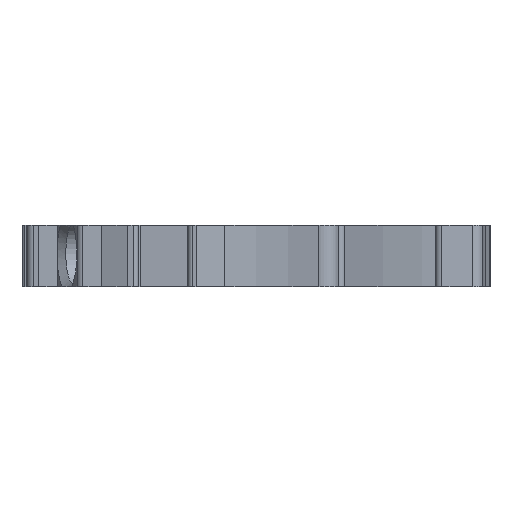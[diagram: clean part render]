
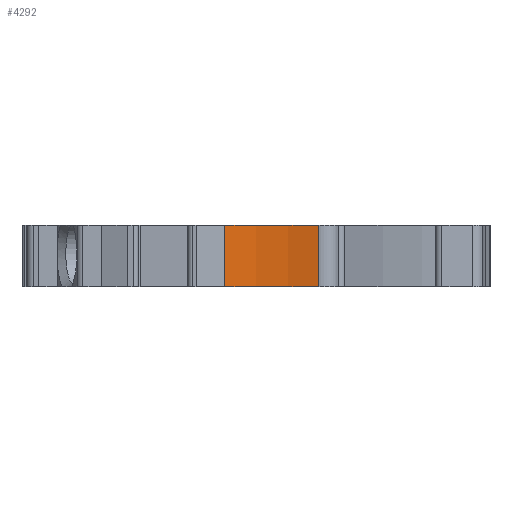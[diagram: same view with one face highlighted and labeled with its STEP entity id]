
A CAD part, left-side view. The second image highlights one B-rep face of the part: STEP entity #4292.
In plain terms, the highlighted cylindrical face has radius 18 mm (diameter 36 mm), a partial arc.
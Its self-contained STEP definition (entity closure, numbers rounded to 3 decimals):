
#50=CYLINDRICAL_SURFACE('',#4669,18.);
#131=CIRCLE('',#4535,18.);
#232=CIRCLE('',#4637,18.);
#743=ORIENTED_EDGE('',*,*,#1953,.F.);
#744=ORIENTED_EDGE('',*,*,#2003,.F.);
#745=ORIENTED_EDGE('',*,*,#1680,.T.);
#746=ORIENTED_EDGE('',*,*,#2004,.T.);
#1680=EDGE_CURVE('',#2315,#2314,#131,.T.);
#1953=EDGE_CURVE('',#2585,#2586,#232,.T.);
#2003=EDGE_CURVE('',#2315,#2585,#2943,.T.);
#2004=EDGE_CURVE('',#2314,#2586,#2944,.T.);
#2314=VERTEX_POINT('',#6351);
#2315=VERTEX_POINT('',#6353);
#2585=VERTEX_POINT('',#6930);
#2586=VERTEX_POINT('',#6932);
#2943=LINE('',#7036,#3429);
#2944=LINE('',#7037,#3430);
#3429=VECTOR('',#5506,1000.);
#3430=VECTOR('',#5507,1000.);
#3674=EDGE_LOOP('',(#743,#744,#745,#746));
#3906=FACE_BOUND('',#3674,.T.);
#4292=ADVANCED_FACE('',(#3906),#50,.F.);
#4535=AXIS2_PLACEMENT_3D('',#6352,#5044,#5045);
#4637=AXIS2_PLACEMENT_3D('',#6931,#5410,#5411);
#4669=AXIS2_PLACEMENT_3D('',#7035,#5504,#5505);
#5044=DIRECTION('',(0.,0.,1.));
#5045=DIRECTION('',(1.,0.,0.));
#5410=DIRECTION('',(0.,0.,1.));
#5411=DIRECTION('',(1.,0.,0.));
#5504=DIRECTION('',(0.,0.,-1.));
#5505=DIRECTION('',(-1.,0.,0.));
#5506=DIRECTION('',(0.,0.,-1.));
#5507=DIRECTION('',(0.,0.,-1.));
#6351=CARTESIAN_POINT('',(-38.823,15.378,5.2));
#6352=CARTESIAN_POINT('',(-56.55,12.253,5.2));
#6353=CARTESIAN_POINT('',(-39.203,7.447,5.2));
#6930=CARTESIAN_POINT('',(-39.203,7.447,0.));
#6931=CARTESIAN_POINT('',(-56.55,12.253,0.));
#6932=CARTESIAN_POINT('',(-38.823,15.378,0.));
#7035=CARTESIAN_POINT('',(-56.55,12.253,5.2));
#7036=CARTESIAN_POINT('',(-39.203,7.447,5.2));
#7037=CARTESIAN_POINT('',(-38.823,15.378,5.2));
